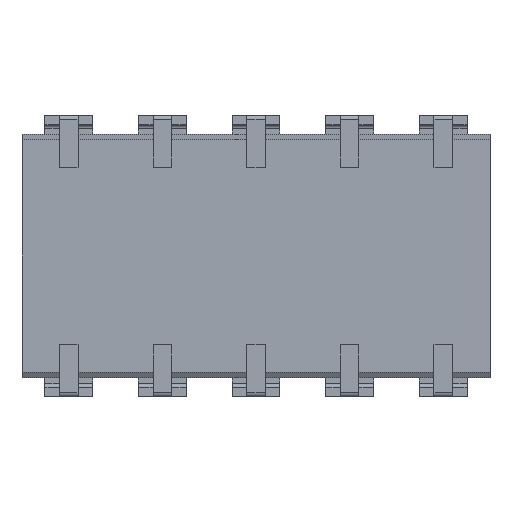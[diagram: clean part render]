
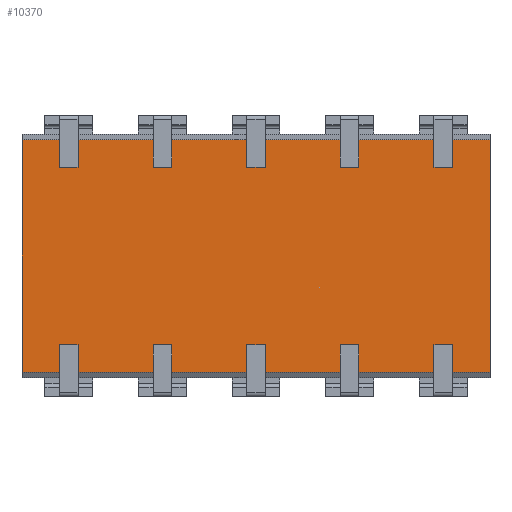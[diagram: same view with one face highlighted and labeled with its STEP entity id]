
A CAD part, front view. The second image highlights one B-rep face of the part: STEP entity #10370.
In plain terms, the highlighted planar face has unit normal (0, -1, 0).
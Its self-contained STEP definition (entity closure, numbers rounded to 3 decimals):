
#785 = CARTESIAN_POINT ( 'NONE',  ( 0., 0., -0.15 ) ) ;
#1345 = CARTESIAN_POINT ( 'NONE',  ( 12.7, 0., -6.45 ) ) ;
#1485 = EDGE_CURVE ( 'NONE', #6696, #1967, #2396, .T. ) ;
#1967 = VERTEX_POINT ( 'NONE', #10665 ) ;
#2396 = LINE ( 'NONE', #12879, #14156 ) ;
#2501 = VERTEX_POINT ( 'NONE', #11669 ) ;
#2612 = AXIS2_PLACEMENT_3D ( 'NONE', #12057, #14768, #13509 ) ;
#3438 = EDGE_CURVE ( 'NONE', #2501, #6696, #12265, .T. ) ;
#3774 = VECTOR ( 'NONE', #14107, 1000. ) ;
#3827 = DIRECTION ( 'NONE',  ( 0., 0., 1. ) ) ;
#5602 = CARTESIAN_POINT ( 'NONE',  ( 12.7, 0., -6.45 ) ) ;
#6696 = VERTEX_POINT ( 'NONE', #1345 ) ;
#8490 = EDGE_CURVE ( 'NONE', #2501, #9917, #16821, .T. ) ;
#8874 = CARTESIAN_POINT ( 'NONE',  ( 0., 0., -0.15 ) ) ;
#8899 = DIRECTION ( 'NONE',  ( 0., 0., 1. ) ) ;
#9276 = VECTOR ( 'NONE', #3827, 1000. ) ;
#9917 = VERTEX_POINT ( 'NONE', #785 ) ;
#10370 = ADVANCED_FACE ( 'NONE', ( #10750 ), #10916, .T. ) ;
#10665 = CARTESIAN_POINT ( 'NONE',  ( 12.7, 0., -0.15 ) ) ;
#10750 = FACE_OUTER_BOUND ( 'NONE', #10928, .T. ) ;
#10916 = PLANE ( 'NONE',  #2612 ) ;
#10928 = EDGE_LOOP ( 'NONE', ( #12107, #12561, #13786, #12987 ) ) ;
#11669 = CARTESIAN_POINT ( 'NONE',  ( 0., 0., -6.45 ) ) ;
#11688 = VECTOR ( 'NONE', #12440, 1000. ) ;
#12034 = EDGE_CURVE ( 'NONE', #1967, #9917, #15301, .T. ) ;
#12057 = CARTESIAN_POINT ( 'NONE',  ( 12.7, 0., -6.6 ) ) ;
#12107 = ORIENTED_EDGE ( 'NONE', *, *, #8490, .F. ) ;
#12265 = LINE ( 'NONE', #5602, #11688 ) ;
#12440 = DIRECTION ( 'NONE',  ( 1., 0., 0. ) ) ;
#12561 = ORIENTED_EDGE ( 'NONE', *, *, #3438, .T. ) ;
#12879 = CARTESIAN_POINT ( 'NONE',  ( 12.7, 0., -6.6 ) ) ;
#12987 = ORIENTED_EDGE ( 'NONE', *, *, #12034, .T. ) ;
#13509 = DIRECTION ( 'NONE',  ( 1., 0., 0. ) ) ;
#13786 = ORIENTED_EDGE ( 'NONE', *, *, #1485, .T. ) ;
#14107 = DIRECTION ( 'NONE',  ( -1., 0., 0. ) ) ;
#14156 = VECTOR ( 'NONE', #8899, 1000. ) ;
#14768 = DIRECTION ( 'NONE',  ( 0., -1., 0. ) ) ;
#15301 = LINE ( 'NONE', #8874, #3774 ) ;
#15777 = CARTESIAN_POINT ( 'NONE',  ( 0., 0., -6.6 ) ) ;
#16821 = LINE ( 'NONE', #15777, #9276 ) ;
